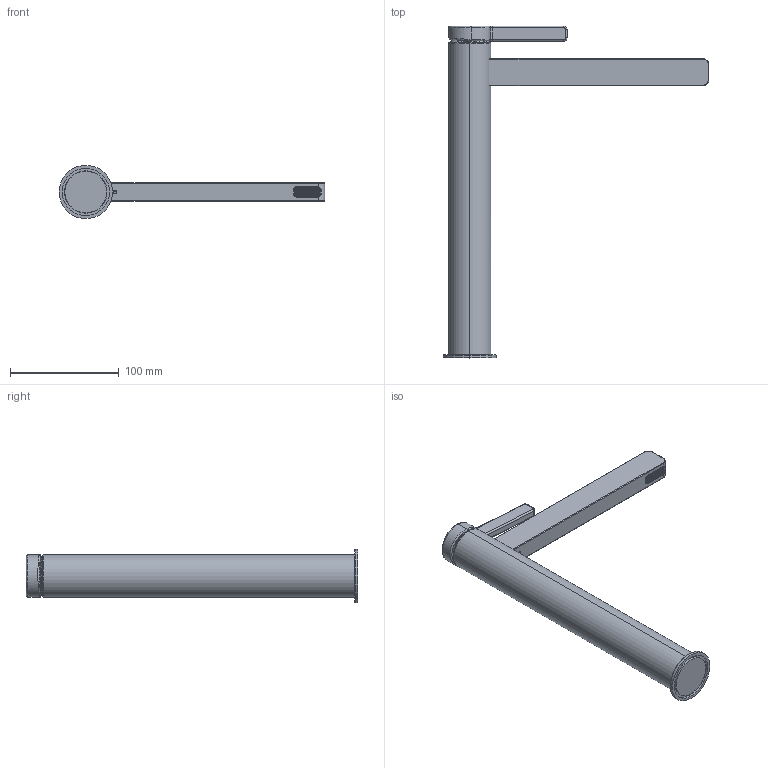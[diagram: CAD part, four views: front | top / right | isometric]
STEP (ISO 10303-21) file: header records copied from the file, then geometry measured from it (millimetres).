
FILE_DESCRIPTION (( 'STEP AP214' ), '1' );
FILE_NAME ('74550740.STEP', '2020-08-20T10:20:43', ( '' ), ( '' ), 'SwSTEP 2.0', 'SolidWorks 2016', '' );
FILE_SCHEMA (( 'AUTOMOTIVE_DESIGN' ));
Length unit declared in the file: millimetre
Products named in the file (1): 74550740
Bounding box: 244.5 x 305.5 x 49 mm (x, y, z)
Volume: 422935.7 mm3; surface area: 129934.1 mm2
Topology: 4 solids, 7 shells, 1360 faces, 3348 edges, 2168 vertices
Faces by surface type: plane 1065, cylinder 160, torus 48, bspline 43, cone 40, sphere 4
Entity records: 56356 total; most frequent: CARTESIAN_POINT 9315, ORIENTED_EDGE 6672, DIRECTION 6298, EDGE_CURVE 3336, LINE 2726, VECTOR 2726, VERTEX_POINT 2168, AXIS2_PLACEMENT_3D 1786
